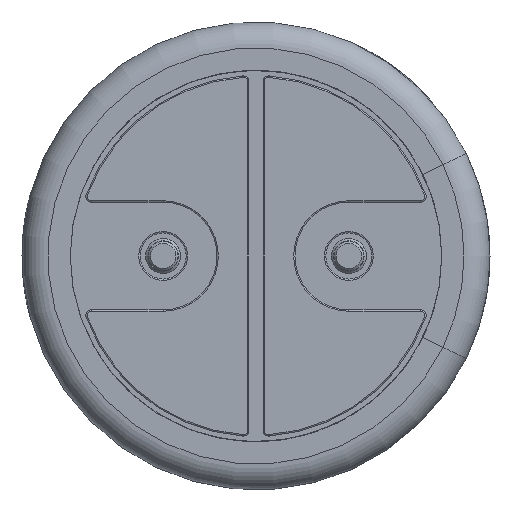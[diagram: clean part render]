
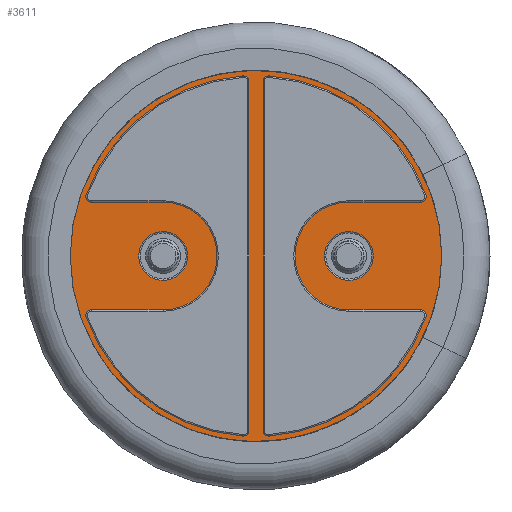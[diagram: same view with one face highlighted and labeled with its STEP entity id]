
A CAD part, front view. The second image highlights one B-rep face of the part: STEP entity #3611.
In plain terms, the highlighted planar face has unit normal (0, -1, 0).
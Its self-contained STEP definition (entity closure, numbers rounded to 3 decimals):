
#18=PLANE('',#3858);
#74=FACE_BOUND('',#553,.T.);
#75=FACE_BOUND('',#554,.T.);
#76=FACE_BOUND('',#555,.T.);
#77=FACE_BOUND('',#556,.T.);
#199=CIRCLE('',#3854,0.328);
#200=CIRCLE('',#3855,0.328);
#203=CIRCLE('',#3859,2.5);
#204=CIRCLE('',#3860,0.328);
#205=CIRCLE('',#3861,0.328);
#206=CIRCLE('',#3862,2.43);
#207=CIRCLE('',#3863,0.075);
#208=CIRCLE('',#3864,0.725);
#209=CIRCLE('',#3865,0.075);
#210=CIRCLE('',#3866,2.43);
#211=CIRCLE('',#3867,0.075);
#212=CIRCLE('',#3868,0.075);
#213=CIRCLE('',#3869,2.43);
#214=CIRCLE('',#3870,0.075);
#215=CIRCLE('',#3871,0.075);
#216=CIRCLE('',#3872,2.43);
#217=CIRCLE('',#3873,0.075);
#218=CIRCLE('',#3874,0.725);
#219=CIRCLE('',#3875,0.075);
#381=FACE_OUTER_BOUND('',#552,.T.);
#552=EDGE_LOOP('',(#2820));
#553=EDGE_LOOP('',(#2821,#2822));
#554=EDGE_LOOP('',(#2823,#2824,#2825,#2826,#2827,#2828,#2829,#2830,#2831,
#2832));
#555=EDGE_LOOP('',(#2833,#2834,#2835,#2836,#2837,#2838,#2839,#2840,#2841,
#2842));
#556=EDGE_LOOP('',(#2843,#2844));
#733=LINE('',#6873,#889);
#734=LINE('',#6877,#890);
#735=LINE('',#6885,#891);
#736=LINE('',#6893,#892);
#737=LINE('',#6901,#893);
#738=LINE('',#6905,#894);
#889=VECTOR('',#4427,10.);
#890=VECTOR('',#4430,10.);
#891=VECTOR('',#4437,10.);
#892=VECTOR('',#4444,10.);
#893=VECTOR('',#4451,10.);
#894=VECTOR('',#4454,10.);
#1479=VERTEX_POINT('',#6852);
#1480=VERTEX_POINT('',#6854);
#1482=VERTEX_POINT('',#6861);
#1483=VERTEX_POINT('',#6863);
#1484=VERTEX_POINT('',#6864);
#1485=VERTEX_POINT('',#6867);
#1486=VERTEX_POINT('',#6868);
#1487=VERTEX_POINT('',#6870);
#1488=VERTEX_POINT('',#6872);
#1489=VERTEX_POINT('',#6874);
#1490=VERTEX_POINT('',#6876);
#1491=VERTEX_POINT('',#6878);
#1492=VERTEX_POINT('',#6880);
#1493=VERTEX_POINT('',#6882);
#1494=VERTEX_POINT('',#6884);
#1495=VERTEX_POINT('',#6887);
#1496=VERTEX_POINT('',#6888);
#1497=VERTEX_POINT('',#6890);
#1498=VERTEX_POINT('',#6892);
#1499=VERTEX_POINT('',#6894);
#1500=VERTEX_POINT('',#6896);
#1501=VERTEX_POINT('',#6898);
#1502=VERTEX_POINT('',#6900);
#1503=VERTEX_POINT('',#6902);
#1504=VERTEX_POINT('',#6904);
#1950=EDGE_CURVE('',#1479,#1480,#199,.T.);
#1951=EDGE_CURVE('',#1480,#1479,#200,.T.);
#1954=EDGE_CURVE('',#1482,#1482,#203,.T.);
#1955=EDGE_CURVE('',#1483,#1484,#204,.T.);
#1956=EDGE_CURVE('',#1484,#1483,#205,.T.);
#1957=EDGE_CURVE('',#1485,#1486,#206,.T.);
#1958=EDGE_CURVE('',#1487,#1485,#207,.T.);
#1959=EDGE_CURVE('',#1488,#1487,#733,.T.);
#1960=EDGE_CURVE('',#1489,#1488,#208,.T.);
#1961=EDGE_CURVE('',#1490,#1489,#734,.T.);
#1962=EDGE_CURVE('',#1491,#1490,#209,.T.);
#1963=EDGE_CURVE('',#1492,#1491,#210,.T.);
#1964=EDGE_CURVE('',#1493,#1492,#211,.T.);
#1965=EDGE_CURVE('',#1494,#1493,#735,.T.);
#1966=EDGE_CURVE('',#1486,#1494,#212,.T.);
#1967=EDGE_CURVE('',#1495,#1496,#213,.T.);
#1968=EDGE_CURVE('',#1497,#1495,#214,.T.);
#1969=EDGE_CURVE('',#1498,#1497,#736,.T.);
#1970=EDGE_CURVE('',#1499,#1498,#215,.T.);
#1971=EDGE_CURVE('',#1500,#1499,#216,.T.);
#1972=EDGE_CURVE('',#1501,#1500,#217,.T.);
#1973=EDGE_CURVE('',#1502,#1501,#737,.T.);
#1974=EDGE_CURVE('',#1503,#1502,#218,.T.);
#1975=EDGE_CURVE('',#1504,#1503,#738,.T.);
#1976=EDGE_CURVE('',#1496,#1504,#219,.T.);
#2820=ORIENTED_EDGE('',*,*,#1954,.F.);
#2821=ORIENTED_EDGE('',*,*,#1955,.F.);
#2822=ORIENTED_EDGE('',*,*,#1956,.F.);
#2823=ORIENTED_EDGE('',*,*,#1957,.F.);
#2824=ORIENTED_EDGE('',*,*,#1958,.F.);
#2825=ORIENTED_EDGE('',*,*,#1959,.F.);
#2826=ORIENTED_EDGE('',*,*,#1960,.F.);
#2827=ORIENTED_EDGE('',*,*,#1961,.F.);
#2828=ORIENTED_EDGE('',*,*,#1962,.F.);
#2829=ORIENTED_EDGE('',*,*,#1963,.F.);
#2830=ORIENTED_EDGE('',*,*,#1964,.F.);
#2831=ORIENTED_EDGE('',*,*,#1965,.F.);
#2832=ORIENTED_EDGE('',*,*,#1966,.F.);
#2833=ORIENTED_EDGE('',*,*,#1967,.F.);
#2834=ORIENTED_EDGE('',*,*,#1968,.F.);
#2835=ORIENTED_EDGE('',*,*,#1969,.F.);
#2836=ORIENTED_EDGE('',*,*,#1970,.F.);
#2837=ORIENTED_EDGE('',*,*,#1971,.F.);
#2838=ORIENTED_EDGE('',*,*,#1972,.F.);
#2839=ORIENTED_EDGE('',*,*,#1973,.F.);
#2840=ORIENTED_EDGE('',*,*,#1974,.F.);
#2841=ORIENTED_EDGE('',*,*,#1975,.F.);
#2842=ORIENTED_EDGE('',*,*,#1976,.F.);
#2843=ORIENTED_EDGE('',*,*,#1951,.F.);
#2844=ORIENTED_EDGE('',*,*,#1950,.F.);
#3611=ADVANCED_FACE('',(#381,#74,#75,#76,#77),#18,.F.);
#3854=AXIS2_PLACEMENT_3D('',#6855,#4407,#4408);
#3855=AXIS2_PLACEMENT_3D('',#6856,#4409,#4410);
#3858=AXIS2_PLACEMENT_3D('',#6860,#4415,#4416);
#3859=AXIS2_PLACEMENT_3D('',#6862,#4417,#4418);
#3860=AXIS2_PLACEMENT_3D('',#6865,#4419,#4420);
#3861=AXIS2_PLACEMENT_3D('',#6866,#4421,#4422);
#3862=AXIS2_PLACEMENT_3D('',#6869,#4423,#4424);
#3863=AXIS2_PLACEMENT_3D('',#6871,#4425,#4426);
#3864=AXIS2_PLACEMENT_3D('',#6875,#4428,#4429);
#3865=AXIS2_PLACEMENT_3D('',#6879,#4431,#4432);
#3866=AXIS2_PLACEMENT_3D('',#6881,#4433,#4434);
#3867=AXIS2_PLACEMENT_3D('',#6883,#4435,#4436);
#3868=AXIS2_PLACEMENT_3D('',#6886,#4438,#4439);
#3869=AXIS2_PLACEMENT_3D('',#6889,#4440,#4441);
#3870=AXIS2_PLACEMENT_3D('',#6891,#4442,#4443);
#3871=AXIS2_PLACEMENT_3D('',#6895,#4445,#4446);
#3872=AXIS2_PLACEMENT_3D('',#6897,#4447,#4448);
#3873=AXIS2_PLACEMENT_3D('',#6899,#4449,#4450);
#3874=AXIS2_PLACEMENT_3D('',#6903,#4452,#4453);
#3875=AXIS2_PLACEMENT_3D('',#6906,#4455,#4456);
#4407=DIRECTION('center_axis',(0.,-1.,0.));
#4408=DIRECTION('ref_axis',(1.,0.,0.));
#4409=DIRECTION('center_axis',(0.,-1.,0.));
#4410=DIRECTION('ref_axis',(1.,0.,0.));
#4415=DIRECTION('center_axis',(0.,1.,0.));
#4416=DIRECTION('ref_axis',(0.,0.,1.));
#4417=DIRECTION('center_axis',(0.,1.,0.));
#4418=DIRECTION('ref_axis',(-1.,0.,0.));
#4419=DIRECTION('center_axis',(0.,-1.,0.));
#4420=DIRECTION('ref_axis',(1.,0.,0.));
#4421=DIRECTION('center_axis',(0.,-1.,0.));
#4422=DIRECTION('ref_axis',(1.,0.,0.));
#4423=DIRECTION('center_axis',(0.,-1.,0.));
#4424=DIRECTION('ref_axis',(0.072,0.,0.997));
#4425=DIRECTION('center_axis',(0.,-1.,0.));
#4426=DIRECTION('ref_axis',(0.941,0.,0.34));
#4427=DIRECTION('',(-1.,0.,0.));
#4428=DIRECTION('center_axis',(0.,1.,0.));
#4429=DIRECTION('ref_axis',(0.,0.,1.));
#4430=DIRECTION('',(1.,0.,0.));
#4431=DIRECTION('center_axis',(0.,-1.,0.));
#4432=DIRECTION('ref_axis',(0.,0.,1.));
#4433=DIRECTION('center_axis',(0.,-1.,0.));
#4434=DIRECTION('ref_axis',(0.941,0.,-0.34));
#4435=DIRECTION('center_axis',(0.,-1.,0.));
#4436=DIRECTION('ref_axis',(0.072,0.,-0.997));
#4437=DIRECTION('',(0.,0.,1.));
#4438=DIRECTION('center_axis',(0.,-1.,0.));
#4439=DIRECTION('ref_axis',(-1.,0.,0.));
#4440=DIRECTION('center_axis',(0.,-1.,0.));
#4441=DIRECTION('ref_axis',(-0.941,0.,0.34));
#4442=DIRECTION('center_axis',(0.,-1.,0.));
#4443=DIRECTION('ref_axis',(-0.072,0.,0.997));
#4444=DIRECTION('',(0.,0.,-1.));
#4445=DIRECTION('center_axis',(0.,-1.,0.));
#4446=DIRECTION('ref_axis',(1.,0.,0.));
#4447=DIRECTION('center_axis',(0.,-1.,0.));
#4448=DIRECTION('ref_axis',(-0.072,0.,-0.997));
#4449=DIRECTION('center_axis',(0.,-1.,0.));
#4450=DIRECTION('ref_axis',(-0.941,0.,-0.34));
#4451=DIRECTION('',(1.,0.,0.));
#4452=DIRECTION('center_axis',(0.,1.,0.));
#4453=DIRECTION('ref_axis',(0.,0.,-1.));
#4454=DIRECTION('',(-1.,0.,0.));
#4455=DIRECTION('center_axis',(0.,-1.,0.));
#4456=DIRECTION('ref_axis',(0.,0.,-1.));
#6852=CARTESIAN_POINT('',(1.25,0.07,0.328));
#6854=CARTESIAN_POINT('',(0.922,0.07,0.));
#6855=CARTESIAN_POINT('Origin',(1.25,0.07,0.));
#6856=CARTESIAN_POINT('Origin',(1.25,0.07,0.));
#6860=CARTESIAN_POINT('Origin',(0.,0.07,0.));
#6861=CARTESIAN_POINT('',(-2.5,0.07,0.));
#6862=CARTESIAN_POINT('Origin',(0.,0.07,0.));
#6863=CARTESIAN_POINT('',(-1.578,0.07,0.));
#6864=CARTESIAN_POINT('',(-1.25,0.07,0.328));
#6865=CARTESIAN_POINT('Origin',(-1.25,0.07,0.));
#6866=CARTESIAN_POINT('Origin',(-1.25,0.07,0.));
#6867=CARTESIAN_POINT('',(-2.285,0.07,-0.825));
#6868=CARTESIAN_POINT('',(-0.175,0.07,-2.424));
#6869=CARTESIAN_POINT('Origin',(0.,0.07,0.));
#6870=CARTESIAN_POINT('',(-2.215,0.07,-0.725));
#6871=CARTESIAN_POINT('Origin',(-2.215,0.07,-0.8));
#6872=CARTESIAN_POINT('',(-1.25,0.07,-0.725));
#6873=CARTESIAN_POINT('',(-1.25,0.07,-0.725));
#6874=CARTESIAN_POINT('',(-1.25,0.07,0.725));
#6875=CARTESIAN_POINT('Origin',(-1.25,0.07,0.));
#6876=CARTESIAN_POINT('',(-2.215,0.07,0.725));
#6877=CARTESIAN_POINT('',(-2.215,0.07,0.725));
#6878=CARTESIAN_POINT('',(-2.285,0.07,0.825));
#6879=CARTESIAN_POINT('Origin',(-2.215,0.07,0.8));
#6880=CARTESIAN_POINT('',(-0.175,0.07,2.424));
#6881=CARTESIAN_POINT('Origin',(0.,0.07,0.));
#6882=CARTESIAN_POINT('',(-0.095,0.07,2.349));
#6883=CARTESIAN_POINT('Origin',(-0.17,0.07,2.349));
#6884=CARTESIAN_POINT('',(-0.095,0.07,-2.349));
#6885=CARTESIAN_POINT('',(-0.095,0.07,-2.349));
#6886=CARTESIAN_POINT('Origin',(-0.17,0.07,-2.349));
#6887=CARTESIAN_POINT('',(0.175,0.07,-2.424));
#6888=CARTESIAN_POINT('',(2.285,0.07,-0.825));
#6889=CARTESIAN_POINT('Origin',(0.,0.07,0.));
#6890=CARTESIAN_POINT('',(0.095,0.07,-2.349));
#6891=CARTESIAN_POINT('Origin',(0.17,0.07,-2.349));
#6892=CARTESIAN_POINT('',(0.095,0.07,2.349));
#6893=CARTESIAN_POINT('',(0.095,0.07,2.349));
#6894=CARTESIAN_POINT('',(0.175,0.07,2.424));
#6895=CARTESIAN_POINT('Origin',(0.17,0.07,2.349));
#6896=CARTESIAN_POINT('',(2.285,0.07,0.825));
#6897=CARTESIAN_POINT('Origin',(0.,0.07,0.));
#6898=CARTESIAN_POINT('',(2.215,0.07,0.725));
#6899=CARTESIAN_POINT('Origin',(2.215,0.07,0.8));
#6900=CARTESIAN_POINT('',(1.25,0.07,0.725));
#6901=CARTESIAN_POINT('',(1.25,0.07,0.725));
#6902=CARTESIAN_POINT('',(1.25,0.07,-0.725));
#6903=CARTESIAN_POINT('Origin',(1.25,0.07,0.));
#6904=CARTESIAN_POINT('',(2.215,0.07,-0.725));
#6905=CARTESIAN_POINT('',(2.215,0.07,-0.725));
#6906=CARTESIAN_POINT('Origin',(2.215,0.07,-0.8));
